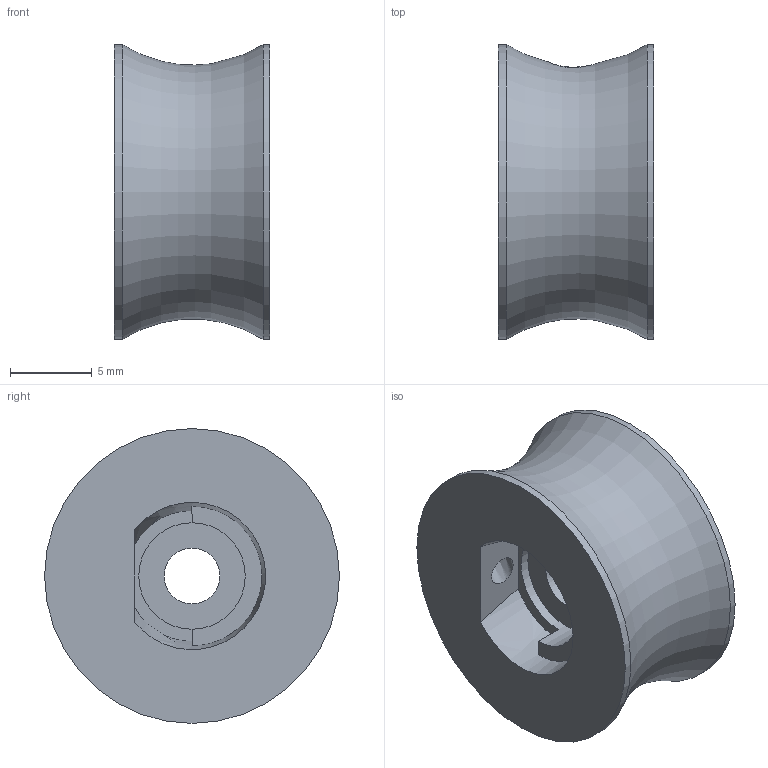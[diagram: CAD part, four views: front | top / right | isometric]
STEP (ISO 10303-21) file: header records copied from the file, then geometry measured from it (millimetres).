
FILE_DESCRIPTION(/* description */ (''),/* implementation_level */ '2;1');
FILE_NAME(/* name */ 'pulley.stp',/* time_stamp */ '2025-07-15T15:18:56-04:00',/* author */ ('Kenny'),/* organization */ (''),/* preprocessor_version */ 'ST-DEVELOPER v20',/* originating_system */ 'Autodesk Inventor 2025',/* authorisation */ '');
FILE_SCHEMA (('AUTOMOTIVE_DESIGN { 1 0 10303 214 3 1 1 }'));
Length unit declared in the file: millimetre
Products named in the file (3): pulley_assembly; hls3612M_horn; pulley_outer
Assembly tree (2 placements, depth 2):
  pulley_assembly
    hls3612M_horn
    pulley_outer
Bounding box: 9.49 x 18 x 18 mm (x, y, z)
Volume: 1701 mm3; surface area: 1545.4 mm2
Topology: 2 solids, 2 shells, 170 faces, 489 edges, 325 vertices
Faces by surface type: plane 136, cylinder 31, bspline 2, torus 1
Full cylindrical faces by diameter (mm): 3.4 x1, 6.5 x1, 8 x2, 18 x2
Entity records: 5916 total; most frequent: CARTESIAN_POINT 1162, ORIENTED_EDGE 978, DIRECTION 897, EDGE_CURVE 489, LINE 417, VECTOR 417, VERTEX_POINT 325, AXIS2_PLACEMENT_3D 240
